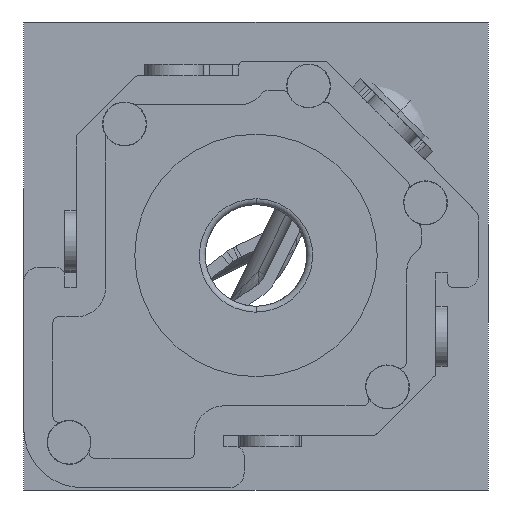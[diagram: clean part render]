
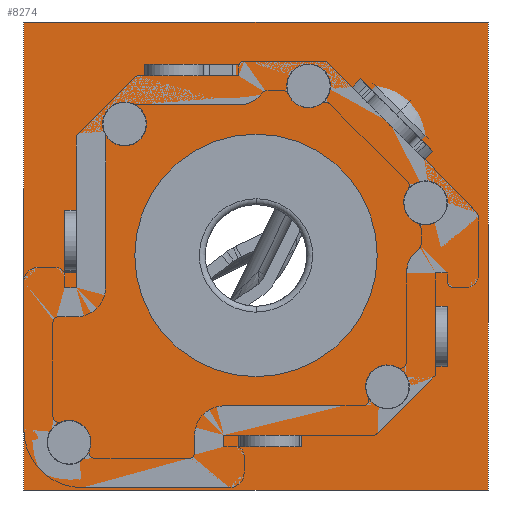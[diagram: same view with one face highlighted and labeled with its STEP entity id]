
A CAD part, front view. The second image highlights one B-rep face of the part: STEP entity #8274.
In plain terms, the highlighted planar face has unit normal (0, -1, 0).
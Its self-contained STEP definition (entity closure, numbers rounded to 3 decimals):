
#2418=DIRECTION('',(1.,0.,0.));
#2419=VECTOR('',#2418,15.9);
#2420=CARTESIAN_POINT('',(-7.95,0.5,7.99));
#2421=LINE('',#2420,#2419);
#2426=DIRECTION('',(0.,0.,-1.));
#2427=VECTOR('',#2426,16.02);
#2428=CARTESIAN_POINT('',(7.95,0.5,7.99));
#2429=LINE('',#2428,#2427);
#2438=DIRECTION('',(-1.,0.,0.));
#2439=VECTOR('',#2438,15.9);
#2440=CARTESIAN_POINT('',(7.95,0.5,-8.03));
#2441=LINE('',#2440,#2439);
#2454=DIRECTION('',(0.,0.,1.));
#2455=VECTOR('',#2454,16.02);
#2456=CARTESIAN_POINT('',(-7.95,0.5,-8.03));
#2457=LINE('',#2456,#2455);
#2462=CARTESIAN_POINT('',(0.,0.5,0.));
#2463=DIRECTION('',(0.,1.,0.));
#2464=DIRECTION('',(0.,0.,-1.));
#2465=AXIS2_PLACEMENT_3D('',#2462,#2463,#2464);
#2467=CARTESIAN_POINT('',(0.,0.5,0.));
#2468=DIRECTION('',(0.,1.,0.));
#2469=DIRECTION('',(0.,0.,1.));
#2470=AXIS2_PLACEMENT_3D('',#2467,#2468,#2469);
#2472=CARTESIAN_POINT('',(-4.5,0.5,4.5));
#2473=DIRECTION('',(0.,1.,0.));
#2474=DIRECTION('',(1.,0.,0.));
#2475=AXIS2_PLACEMENT_3D('',#2472,#2473,#2474);
#2477=CARTESIAN_POINT('',(-4.5,0.5,4.5));
#2478=DIRECTION('',(0.,1.,0.));
#2479=DIRECTION('',(-1.,0.,0.));
#2480=AXIS2_PLACEMENT_3D('',#2477,#2478,#2479);
#2482=DIRECTION('',(0.,0.,1.));
#2483=VECTOR('',#2482,2.135);
#2484=CARTESIAN_POINT('',(-6.15,0.5,-0.586));
#2485=LINE('',#2484,#2483);
#2486=DIRECTION('',(-1.,0.,0.));
#2487=VECTOR('',#2486,0.4);
#2488=CARTESIAN_POINT('',(-6.15,0.5,1.549));
#2489=LINE('',#2488,#2487);
#2490=DIRECTION('',(0.,0.,1.));
#2491=VECTOR('',#2490,2.135);
#2492=CARTESIAN_POINT('',(-6.55,0.5,-0.586));
#2493=LINE('',#2492,#2491);
#2494=DIRECTION('',(-1.,0.,0.));
#2495=VECTOR('',#2494,0.4);
#2496=CARTESIAN_POINT('',(-6.15,0.5,-0.586));
#2497=LINE('',#2496,#2495);
#2498=DIRECTION('',(1.,0.,0.));
#2499=VECTOR('',#2498,2.135);
#2500=CARTESIAN_POINT('',(-0.586,0.5,-6.55));
#2501=LINE('',#2500,#2499);
#2502=DIRECTION('',(0.,0.,1.));
#2503=VECTOR('',#2502,0.4);
#2504=CARTESIAN_POINT('',(1.549,0.5,-6.55));
#2505=LINE('',#2504,#2503);
#2506=DIRECTION('',(1.,0.,0.));
#2507=VECTOR('',#2506,2.135);
#2508=CARTESIAN_POINT('',(-0.586,0.5,-6.15));
#2509=LINE('',#2508,#2507);
#2510=DIRECTION('',(0.,0.,1.));
#2511=VECTOR('',#2510,0.4);
#2512=CARTESIAN_POINT('',(-0.586,0.5,-6.55));
#2513=LINE('',#2512,#2511);
#2514=DIRECTION('',(0.,0.,1.));
#2515=VECTOR('',#2514,2.068);
#2516=CARTESIAN_POINT('',(6.15,0.5,-3.8));
#2517=LINE('',#2516,#2515);
#2518=DIRECTION('',(1.,0.,0.));
#2519=VECTOR('',#2518,0.4);
#2520=CARTESIAN_POINT('',(6.15,0.5,-3.8));
#2521=LINE('',#2520,#2519);
#2522=DIRECTION('',(0.,0.,1.));
#2523=VECTOR('',#2522,2.068);
#2524=CARTESIAN_POINT('',(6.55,0.5,-3.8));
#2525=LINE('',#2524,#2523);
#2526=DIRECTION('',(1.,0.,0.));
#2527=VECTOR('',#2526,0.4);
#2528=CARTESIAN_POINT('',(6.15,0.5,-1.733));
#2529=LINE('',#2528,#2527);
#2530=DIRECTION('',(0.707,0.,-0.707));
#2531=VECTOR('',#2530,3.499);
#2532=CARTESIAN_POINT('',(3.571,0.5,6.045));
#2533=LINE('',#2532,#2531);
#2534=DIRECTION('',(-0.707,0.,-0.707));
#2535=VECTOR('',#2534,0.4);
#2536=CARTESIAN_POINT('',(3.571,0.5,6.045));
#2537=LINE('',#2536,#2535);
#2538=DIRECTION('',(0.707,0.,-0.707));
#2539=VECTOR('',#2538,3.499);
#2540=CARTESIAN_POINT('',(3.289,0.5,5.762));
#2541=LINE('',#2540,#2539);
#2542=DIRECTION('',(-0.707,0.,-0.707));
#2543=VECTOR('',#2542,0.4);
#2544=CARTESIAN_POINT('',(6.045,0.5,3.571));
#2545=LINE('',#2544,#2543);
#3066=CARTESIAN_POINT('',(0.,0.5,-4.15));
#3067=CARTESIAN_POINT('',(0.,0.5,4.15));
#3068=VERTEX_POINT('',#3066);
#3069=VERTEX_POINT('',#3067);
#3070=CARTESIAN_POINT('',(-7.95,0.5,7.99));
#3071=CARTESIAN_POINT('',(7.95,0.5,7.99));
#3072=VERTEX_POINT('',#3070);
#3073=VERTEX_POINT('',#3071);
#3074=CARTESIAN_POINT('',(7.95,0.5,-8.03));
#3075=VERTEX_POINT('',#3074);
#3076=CARTESIAN_POINT('',(-7.95,0.5,-8.03));
#3077=VERTEX_POINT('',#3076);
#3581=CARTESIAN_POINT('',(-3.75,0.5,4.5));
#3582=CARTESIAN_POINT('',(-5.25,0.5,4.5));
#3583=VERTEX_POINT('',#3581);
#3584=VERTEX_POINT('',#3582);
#3598=CARTESIAN_POINT('',(-6.15,0.5,-0.586));
#3599=CARTESIAN_POINT('',(-6.15,0.5,1.549));
#3600=VERTEX_POINT('',#3598);
#3601=VERTEX_POINT('',#3599);
#3602=CARTESIAN_POINT('',(-6.55,0.5,1.549));
#3603=VERTEX_POINT('',#3602);
#3604=CARTESIAN_POINT('',(-6.55,0.5,-0.586));
#3605=VERTEX_POINT('',#3604);
#3621=CARTESIAN_POINT('',(-0.586,0.5,-6.55));
#3622=CARTESIAN_POINT('',(1.549,0.5,-6.55));
#3623=VERTEX_POINT('',#3621);
#3624=VERTEX_POINT('',#3622);
#3625=CARTESIAN_POINT('',(1.549,0.5,-6.15));
#3626=VERTEX_POINT('',#3625);
#3627=CARTESIAN_POINT('',(-0.586,0.5,-6.15));
#3628=VERTEX_POINT('',#3627);
#3629=CARTESIAN_POINT('',(6.15,0.5,-3.8));
#3630=CARTESIAN_POINT('',(6.15,0.5,-1.733));
#3631=VERTEX_POINT('',#3629);
#3632=VERTEX_POINT('',#3630);
#3633=CARTESIAN_POINT('',(6.55,0.5,-3.8));
#3634=VERTEX_POINT('',#3633);
#3635=CARTESIAN_POINT('',(6.55,0.5,-1.733));
#3636=VERTEX_POINT('',#3635);
#3652=CARTESIAN_POINT('',(3.571,0.5,6.045));
#3653=CARTESIAN_POINT('',(6.045,0.5,3.571));
#3654=VERTEX_POINT('',#3652);
#3655=VERTEX_POINT('',#3653);
#3656=CARTESIAN_POINT('',(3.289,0.5,5.762));
#3657=VERTEX_POINT('',#3656);
#3658=CARTESIAN_POINT('',(5.762,0.5,3.289));
#3659=VERTEX_POINT('',#3658);
#8213=CARTESIAN_POINT('',(0.,0.5,-0.02));
#8214=DIRECTION('',(0.,1.,0.));
#8215=DIRECTION('',(0.,0.,-1.));
#8216=AXIS2_PLACEMENT_3D('',#8213,#8214,#8215);
#8217=PLANE('',#8216);
#8218=ORIENTED_EDGE('',*,*,#8165,.T.);
#8219=ORIENTED_EDGE('',*,*,#8180,.T.);
#8220=ORIENTED_EDGE('',*,*,#8194,.T.);
#8221=ORIENTED_EDGE('',*,*,#8207,.T.);
#8222=EDGE_LOOP('',(#8218,#8219,#8220,#8221));
#8223=FACE_OUTER_BOUND('',#8222,.F.);
#8224=ORIENTED_EDGE('',*,*,#3951,.F.);
#8225=ORIENTED_EDGE('',*,*,#4146,.F.);
#8226=EDGE_LOOP('',(#8224,#8225));
#8227=FACE_BOUND('',#8226,.F.);
#8229=ORIENTED_EDGE('',*,*,#8228,.F.);
#8231=ORIENTED_EDGE('',*,*,#8230,.F.);
#8232=EDGE_LOOP('',(#8229,#8231));
#8233=FACE_BOUND('',#8232,.F.);
#8235=ORIENTED_EDGE('',*,*,#8234,.T.);
#8237=ORIENTED_EDGE('',*,*,#8236,.T.);
#8239=ORIENTED_EDGE('',*,*,#8238,.F.);
#8241=ORIENTED_EDGE('',*,*,#8240,.F.);
#8242=EDGE_LOOP('',(#8235,#8237,#8239,#8241));
#8243=FACE_BOUND('',#8242,.F.);
#8245=ORIENTED_EDGE('',*,*,#8244,.T.);
#8247=ORIENTED_EDGE('',*,*,#8246,.T.);
#8249=ORIENTED_EDGE('',*,*,#8248,.F.);
#8251=ORIENTED_EDGE('',*,*,#8250,.F.);
#8252=EDGE_LOOP('',(#8245,#8247,#8249,#8251));
#8253=FACE_BOUND('',#8252,.F.);
#8255=ORIENTED_EDGE('',*,*,#8254,.F.);
#8257=ORIENTED_EDGE('',*,*,#8256,.T.);
#8259=ORIENTED_EDGE('',*,*,#8258,.T.);
#8261=ORIENTED_EDGE('',*,*,#8260,.F.);
#8262=EDGE_LOOP('',(#8255,#8257,#8259,#8261));
#8263=FACE_BOUND('',#8262,.F.);
#8265=ORIENTED_EDGE('',*,*,#8264,.F.);
#8267=ORIENTED_EDGE('',*,*,#8266,.T.);
#8269=ORIENTED_EDGE('',*,*,#8268,.T.);
#8271=ORIENTED_EDGE('',*,*,#8270,.F.);
#8272=EDGE_LOOP('',(#8265,#8267,#8269,#8271));
#8273=FACE_BOUND('',#8272,.F.);
#2466=CIRCLE('',#2465,4.15);
#2471=CIRCLE('',#2470,4.15);
#2476=CIRCLE('',#2475,0.75);
#2481=CIRCLE('',#2480,0.75);
#3951=EDGE_CURVE('',#3068,#3069,#2466,.T.);
#4146=EDGE_CURVE('',#3069,#3068,#2471,.T.);
#8165=EDGE_CURVE('',#3072,#3073,#2421,.T.);
#8180=EDGE_CURVE('',#3073,#3075,#2429,.T.);
#8194=EDGE_CURVE('',#3075,#3077,#2441,.T.);
#8207=EDGE_CURVE('',#3077,#3072,#2457,.T.);
#8228=EDGE_CURVE('',#3583,#3584,#2476,.T.);
#8230=EDGE_CURVE('',#3584,#3583,#2481,.T.);
#8234=EDGE_CURVE('',#3600,#3601,#2485,.T.);
#8236=EDGE_CURVE('',#3601,#3603,#2489,.T.);
#8238=EDGE_CURVE('',#3605,#3603,#2493,.T.);
#8240=EDGE_CURVE('',#3600,#3605,#2497,.T.);
#8244=EDGE_CURVE('',#3623,#3624,#2501,.T.);
#8246=EDGE_CURVE('',#3624,#3626,#2505,.T.);
#8248=EDGE_CURVE('',#3628,#3626,#2509,.T.);
#8250=EDGE_CURVE('',#3623,#3628,#2513,.T.);
#8254=EDGE_CURVE('',#3631,#3632,#2517,.T.);
#8256=EDGE_CURVE('',#3631,#3634,#2521,.T.);
#8258=EDGE_CURVE('',#3634,#3636,#2525,.T.);
#8260=EDGE_CURVE('',#3632,#3636,#2529,.T.);
#8264=EDGE_CURVE('',#3654,#3655,#2533,.T.);
#8266=EDGE_CURVE('',#3654,#3657,#2537,.T.);
#8268=EDGE_CURVE('',#3657,#3659,#2541,.T.);
#8270=EDGE_CURVE('',#3655,#3659,#2545,.T.);
#8274=ADVANCED_FACE('',(#8223,#8227,#8233,#8243,#8253,#8263,#8273),#8217,.F.);
